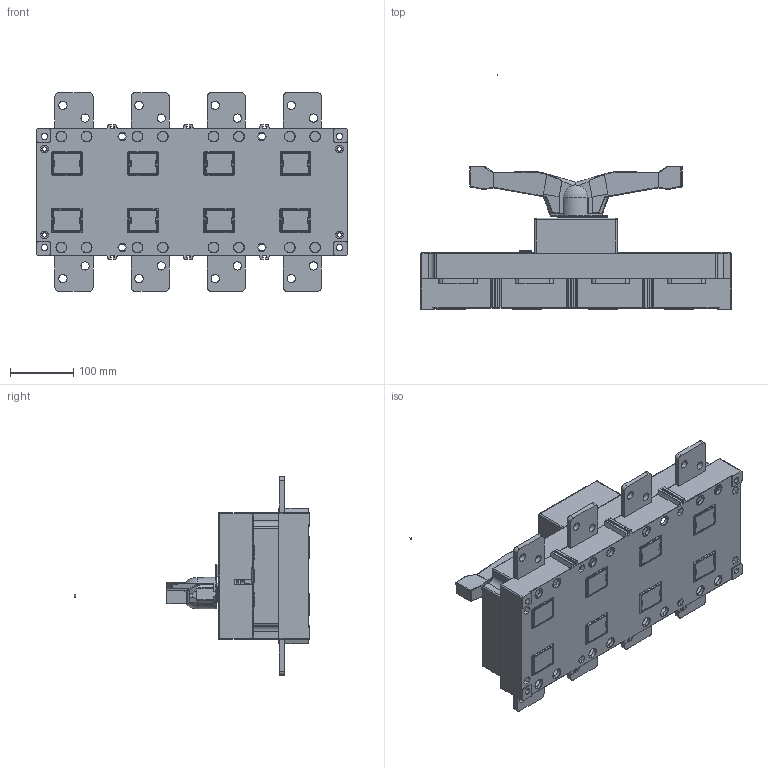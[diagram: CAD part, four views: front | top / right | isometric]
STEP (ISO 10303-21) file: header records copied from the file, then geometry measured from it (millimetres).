
FILE_DESCRIPTION((''),'2;1');
FILE_NAME('ASM0004_ASM','2025-08-29T11:07:52',('Administrator'),(''),'CREO PARAMETRIC BY PTC INC, 2021023','CREO PARAMETRIC BY PTC INC, 2021023','');
FILE_SCHEMA(('CONFIG_CONTROL_DESIGN'));
Products named in the file (46): PRT0001_1_1_1_1_1_AF0; 1600_______1_1_1_1_1_1_1_AF0; 1600_______1_1_1_1_1_1_1_AF1; PRT0001_1_1_1_1_1_AF1; 1600_______1_1_1_1_1_1_1_AF2; 1600_______1_1_1_1_1_1_1_AF3; PRT0001_1_1_1_1_1_AF2; 1600_______1_1_1_1_1_1_1_AF4; PRT0001_1_1_1_1_1_AF3; 1600_______1_1_1_1_1_1_1_AF5; PRT0001_1_1_1_1_1_AF4; 1600_______1_1_1_1_1_1_1_AF6; PRT0002_1_1_1_1_1_AF0; 1600_______1_1_1_1_1_1_1_AF7; PRT0001_1_1_1_1_1_AF5; PRT0001_1_1_1_1_1_AF6; PRT0001_1_1_1_1_1_AF7; 1600-4K_____ASM_ASM_ASM_1_1_A_2_AF1_ASM; PRT0008_1_1_1_1_1_AF0; PRT0009_1_1_1_1_1_2; PRT0010_1_1_1_1_1_2; PRT0011_1_1_1_1_1_2; PRT0012_1_1_1_1_1_2; PRT0013_1_1_1_1_1_2; PRT0014_1_1_1_1_1_2; PRT0015_1_1_1_1_1_2; PRODUCT_73163_ASM_ASM_ASM_1_1_2_ASM; PRT0016_1_1_1_1_1_2; PRT0017_1_1_1_1_1_2; PRT0018_1_1_1_1_1_2; PRT0019_1_1_1_1_1_2; 1000-____-14506_ASM_ASM_ASM_1_3_ASM; PRT0020_1_1_1_1_1_AF0; ASM0001_ASM_ASM_ASM_1_1_ASM_1_2_AF1_ASM; HGL-1600-4K_ASM_ASM_ASM_1_1_A_2_AF1_ASM; HGL-1000-4K_ASM_ASM_1_1_ASM_1_2_AF1_ASM; HGL-1600SHOUBING_3_1_1_1_1_1_2; HGL-1600SHOUBING_3_1_1_2_1_1_2; HGL-1600SHOUBING_3_1_1_ASM_1_1_ASM; HGL-1000-4K_ASM_1_1_ASM_1_ASM_3_AF1_ASM ...
Assembly tree (47 placements, depth 10):
  ASM0004_ASM
    HGL-1000-4_ASM_1_1_AF0_ASM
      HGL_ASM_2_ASM_1_1_AF0_ASM
        HGL-1000-4K_ASM_1_1_ASM_1_ASM_3_AF1_ASM
          HGL-1000-4K_ASM_ASM_1_1_ASM_1_2_AF1_ASM
            HGL-1600-4K_ASM_ASM_ASM_1_1_A_2_AF1_ASM
              ASM0001_ASM_ASM_ASM_1_1_ASM_1_2_AF1_ASM
                1600-4K_____ASM_ASM_ASM_1_1_A_2_AF1_ASM
                  PRT0001_1_1_1_1_1_AF0
                  1600_______1_1_1_1_1_1_1_AF0
                  1600_______1_1_1_1_1_1_1_AF1
                  PRT0001_1_1_1_1_1_AF1
                  1600_______1_1_1_1_1_1_1_AF2
                  1600_______1_1_1_1_1_1_1_AF3
                  PRT0001_1_1_1_1_1_AF2
                  1600_______1_1_1_1_1_1_1_AF4
                  PRT0001_1_1_1_1_1_AF3
                  1600_______1_1_1_1_1_1_1_AF5
                  PRT0001_1_1_1_1_1_AF4
                  1600_______1_1_1_1_1_1_1_AF6
                  PRT0002_1_1_1_1_1_AF0
                  1600_______1_1_1_1_1_1_1_AF7
                  PRT0001_1_1_1_1_1_AF5
                  PRT0001_1_1_1_1_1_AF6
                  PRT0001_1_1_1_1_1_AF7
                PRT0008_1_1_1_1_1_AF0
                1000-____-14506_ASM_ASM_ASM_1_3_ASM
                  PRODUCT_73163_ASM_ASM_ASM_1_1_2_ASM
                    PRT0009_1_1_1_1_1_2  x2
                    PRT0012_1_1_1_1_1_2  x2
                  PRT0016_1_1_1_1_1_2
                  PRT0017_1_1_1_1_1_2
                  PRT0018_1_1_1_1_1_2
                  PRT0019_1_1_1_1_1_2
                PRT0020_1_1_1_1_1_AF0
          HGL-1600SHOUBING_3_1_1_ASM_1_1_ASM
            HGL-1600SHOUBING_3_1_1_1_1_1_2
            HGL-1600SHOUBING_3_1_1_2_1_1_2
        SHOUBINGJIACHANG_ASM_1_ASM_1_1_ASM
          SHOUBING_1_ASM_1_1_ASM
            SHOUBING_1_2_1_1_2
Bounding box: 490 x 371.04 x 313 mm (x, y, z)
Volume: 2429238.1 mm3; surface area: 978633 mm2
Topology: 36 solids, 38 shells, 3712 faces, 9509 edges, 5792 vertices
Faces by surface type: plane 1690, cylinder 1249, bspline 218, torus 190, extrusion 163, sphere 147, cone 55
Entity records: 130991 total; most frequent: CARTESIAN_POINT 42872, ORIENTED_EDGE 18480, DIRECTION 17618, EDGE_CURVE 9246, AXIS2_PLACEMENT_3D 5892, VECTOR 5834, VERTEX_POINT 5732, LINE 5671
